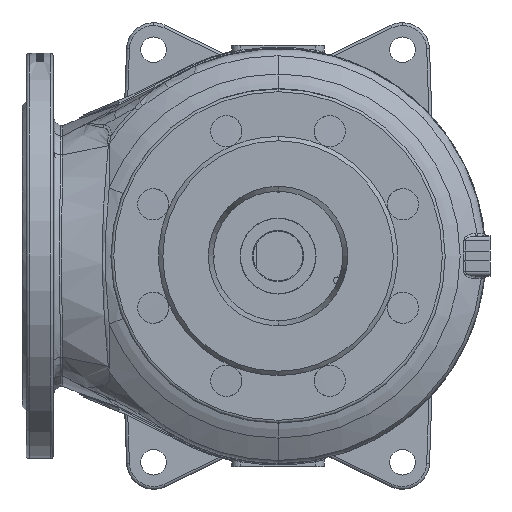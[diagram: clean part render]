
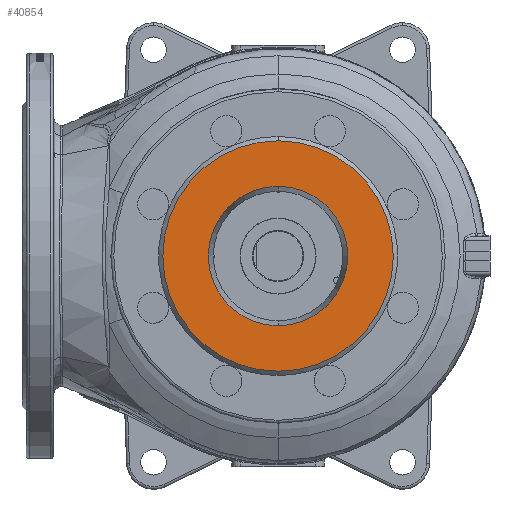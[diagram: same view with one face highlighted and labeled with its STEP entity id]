
A CAD part, front view. The second image highlights one B-rep face of the part: STEP entity #40854.
In plain terms, the highlighted planar face has unit normal (0, -1, 0).
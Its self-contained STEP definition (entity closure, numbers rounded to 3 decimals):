
#1711 = EDGE_LOOP ( 'NONE', ( #132155, #123668 ) ) ;
#3288 = AXIS2_PLACEMENT_3D ( 'NONE', #188785, #9435, #112448 ) ;
#3385 = DIRECTION ( 'NONE',  ( 0., 1., 0. ) ) ;
#9435 = DIRECTION ( 'NONE',  ( 0., 1., 0. ) ) ;
#15307 = DIRECTION ( 'NONE',  ( 0., 0., 1. ) ) ;
#19138 = AXIS2_PLACEMENT_3D ( 'NONE', #66287, #50466, #92098 ) ;
#35301 = CARTESIAN_POINT ( 'NONE',  ( 0., -220., -49. ) ) ;
#38235 = CARTESIAN_POINT ( 'NONE',  ( 0., -220., 0. ) ) ;
#38615 = FACE_BOUND ( 'NONE', #47804, .T. ) ;
#40854 = ADVANCED_FACE ( 'NONE', ( #38615, #92902 ), #149524, .T. ) ;
#47804 = EDGE_LOOP ( 'NONE', ( #52840, #48820 ) ) ;
#48820 = ORIENTED_EDGE ( 'NONE', *, *, #132179, .T. ) ;
#50466 = DIRECTION ( 'NONE',  ( 0., 1., 0. ) ) ;
#52840 = ORIENTED_EDGE ( 'NONE', *, *, #122838, .T. ) ;
#61771 = VERTEX_POINT ( 'NONE', #35301 ) ;
#64746 = CARTESIAN_POINT ( 'NONE',  ( 0., -220., 0. ) ) ;
#65759 = AXIS2_PLACEMENT_3D ( 'NONE', #64746, #3385, #15307 ) ;
#66287 = CARTESIAN_POINT ( 'NONE',  ( 0., -220., 0. ) ) ;
#82382 = CARTESIAN_POINT ( 'NONE',  ( 0., -220., 81. ) ) ;
#91750 = VERTEX_POINT ( 'NONE', #138166 ) ;
#92098 = DIRECTION ( 'NONE',  ( 0., 0., 1. ) ) ;
#92902 = FACE_OUTER_BOUND ( 'NONE', #1711, .T. ) ;
#93662 = EDGE_CURVE ( 'NONE', #180164, #114159, #167708, .T. ) ;
#98632 = DIRECTION ( 'NONE',  ( 0., 1., 0. ) ) ;
#103864 = DIRECTION ( 'NONE',  ( 0., -1., 0. ) ) ;
#112448 = DIRECTION ( 'NONE',  ( 0., 0., 1. ) ) ;
#114159 = VERTEX_POINT ( 'NONE', #125923 ) ;
#122838 = EDGE_CURVE ( 'NONE', #91750, #61771, #192234, .T. ) ;
#123668 = ORIENTED_EDGE ( 'NONE', *, *, #169458, .F. ) ;
#125923 = CARTESIAN_POINT ( 'NONE',  ( 0., -220., -81. ) ) ;
#132155 = ORIENTED_EDGE ( 'NONE', *, *, #93662, .F. ) ;
#132179 = EDGE_CURVE ( 'NONE', #61771, #91750, #164626, .T. ) ;
#138166 = CARTESIAN_POINT ( 'NONE',  ( 0., -220., 49. ) ) ;
#146945 = CIRCLE ( 'NONE', #153280, 81. ) ;
#149524 = PLANE ( 'NONE',  #152537 ) ;
#152439 = CARTESIAN_POINT ( 'NONE',  ( 0., -220., 0. ) ) ;
#152537 = AXIS2_PLACEMENT_3D ( 'NONE', #152439, #103864, #196044 ) ;
#153280 = AXIS2_PLACEMENT_3D ( 'NONE', #38235, #98632, #171999 ) ;
#164626 = CIRCLE ( 'NONE', #19138, 49. ) ;
#167708 = CIRCLE ( 'NONE', #3288, 81. ) ;
#169458 = EDGE_CURVE ( 'NONE', #114159, #180164, #146945, .T. ) ;
#171999 = DIRECTION ( 'NONE',  ( 0., 0., 1. ) ) ;
#180164 = VERTEX_POINT ( 'NONE', #82382 ) ;
#188785 = CARTESIAN_POINT ( 'NONE',  ( 0., -220., 0. ) ) ;
#192234 = CIRCLE ( 'NONE', #65759, 49. ) ;
#196044 = DIRECTION ( 'NONE',  ( 0., 0., -1. ) ) ;
